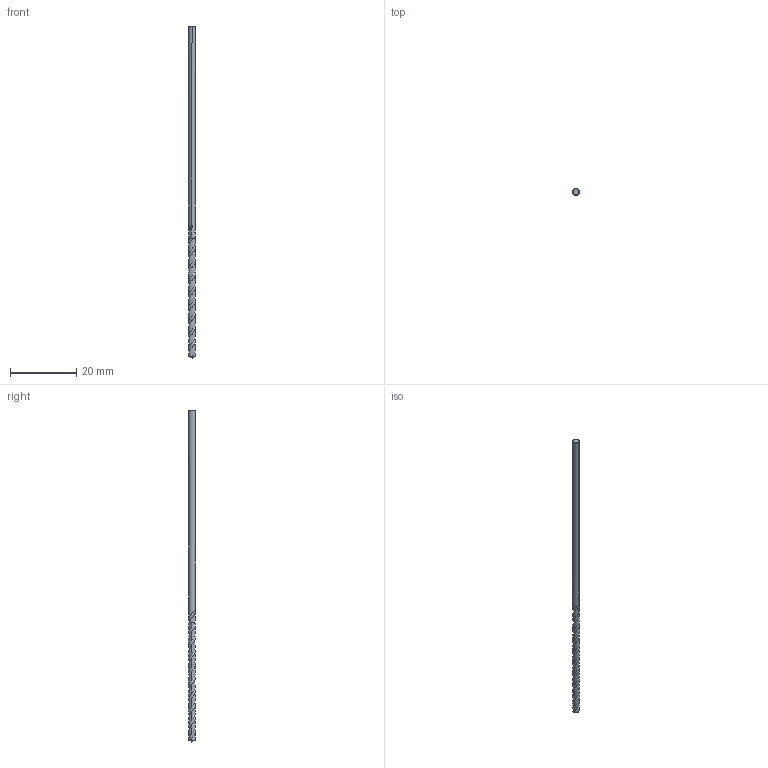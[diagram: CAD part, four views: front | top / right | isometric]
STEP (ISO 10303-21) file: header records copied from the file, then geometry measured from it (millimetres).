
FILE_DESCRIPTION(('no description'),'unknown implementation level');
FILE_NAME('solidwKl6p2M7bAoCuaKCPG0UZ2JKbjQ_1.STP',' ',('CIM GmbH Aachen'),('CADClick - KiM GmbH - www.kimweb.de'),'unknown preprocess','ACIS','unknown authorization');
FILE_SCHEMA(('automotive_design'));
Length unit declared in the file: millimetre
Products named in the file (2): 1; 2
Bounding box: 2 x 2 x 100 mm (x, y, z)
Volume: 282.2 mm3; surface area: 660.3 mm2
Topology: 2 solids, 2 shells, 66 faces, 185 edges, 119 vertices
Faces by surface type: cone 30, plane 18, cylinder 12, bspline 4, revolution 2
Entity records: 27633 total; most frequent: CARTESIAN_POINT 24059, STYLED_ITEM 368, PRESENTATION_STYLE_ASSIGNMENT 368, COLOUR_RGB 368, ORIENTED_EDGE 362, DIRECTION 241, EDGE_CURVE 181, CURVE_STYLE 181
